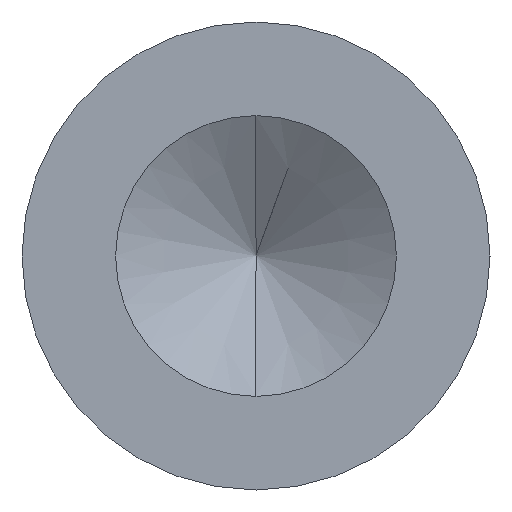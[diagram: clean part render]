
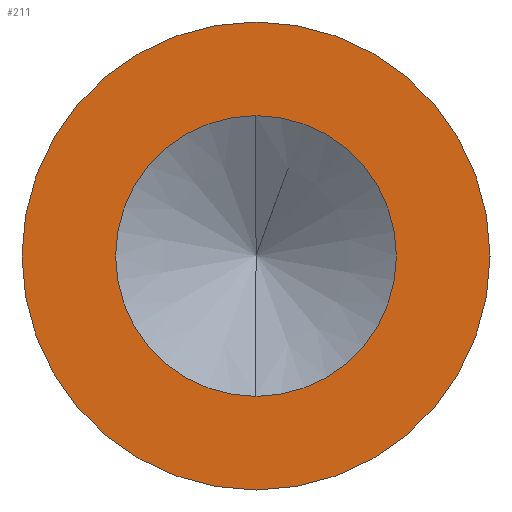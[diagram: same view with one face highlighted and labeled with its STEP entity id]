
A CAD part, left-side view. The second image highlights one B-rep face of the part: STEP entity #211.
In plain terms, the highlighted planar face has unit normal (-1, 0, 0).
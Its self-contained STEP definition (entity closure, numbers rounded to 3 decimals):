
#3 = AXIS2_PLACEMENT_3D ( 'NONE', #488, #264, #437 ) ;
#18 = VERTEX_POINT ( 'NONE', #34 ) ;
#20 = VERTEX_POINT ( 'NONE', #193 ) ;
#26 = EDGE_LOOP ( 'NONE', ( #284, #451 ) ) ;
#27 = CARTESIAN_POINT ( 'NONE',  ( -47.405, 0., 6. ) ) ;
#34 = CARTESIAN_POINT ( 'NONE',  ( -47.405, 0., 10. ) ) ;
#54 = ORIENTED_EDGE ( 'NONE', *, *, #527, .T. ) ;
#85 = EDGE_CURVE ( 'NONE', #18, #548, #497, .T. ) ;
#107 = ORIENTED_EDGE ( 'NONE', *, *, #85, .T. ) ;
#165 = CIRCLE ( 'NONE', #374, 6. ) ;
#189 = DIRECTION ( 'NONE',  ( -1., 0., 0. ) ) ;
#193 = CARTESIAN_POINT ( 'NONE',  ( -47.405, 0., -6. ) ) ;
#201 = CARTESIAN_POINT ( 'NONE',  ( -47.405, 0., 0. ) ) ;
#208 = CIRCLE ( 'NONE', #402, 6. ) ;
#211 = ADVANCED_FACE ( 'NONE', ( #309, #441 ), #487, .F. ) ;
#228 = EDGE_LOOP ( 'NONE', ( #107, #54 ) ) ;
#264 = DIRECTION ( 'NONE',  ( 1., 0., 0. ) ) ;
#284 = ORIENTED_EDGE ( 'NONE', *, *, #553, .F. ) ;
#295 = CARTESIAN_POINT ( 'NONE',  ( -47.405, 0., -10. ) ) ;
#309 = FACE_BOUND ( 'NONE', #26, .T. ) ;
#346 = DIRECTION ( 'NONE',  ( 0., 0., 1. ) ) ;
#374 = AXIS2_PLACEMENT_3D ( 'NONE', #544, #189, #452 ) ;
#381 = DIRECTION ( 'NONE',  ( -1., 0., 0. ) ) ;
#389 = CARTESIAN_POINT ( 'NONE',  ( -47.405, 0., 0. ) ) ;
#396 = EDGE_CURVE ( 'NONE', #20, #456, #165, .T. ) ;
#402 = AXIS2_PLACEMENT_3D ( 'NONE', #389, #426, #346 ) ;
#426 = DIRECTION ( 'NONE',  ( -1., 0., 0. ) ) ;
#437 = DIRECTION ( 'NONE',  ( 0., 0., -1. ) ) ;
#441 = FACE_OUTER_BOUND ( 'NONE', #228, .T. ) ;
#451 = ORIENTED_EDGE ( 'NONE', *, *, #396, .F. ) ;
#452 = DIRECTION ( 'NONE',  ( 0., 0., 1. ) ) ;
#456 = VERTEX_POINT ( 'NONE', #27 ) ;
#468 = DIRECTION ( 'NONE',  ( -1., 0., 0. ) ) ;
#487 = PLANE ( 'NONE',  #3 ) ;
#488 = CARTESIAN_POINT ( 'NONE',  ( -47.405, 9., 0. ) ) ;
#491 = CIRCLE ( 'NONE', #499, 10. ) ;
#497 = CIRCLE ( 'NONE', #535, 10. ) ;
#499 = AXIS2_PLACEMENT_3D ( 'NONE', #517, #381, #521 ) ;
#516 = DIRECTION ( 'NONE',  ( 0., 0., 1. ) ) ;
#517 = CARTESIAN_POINT ( 'NONE',  ( -47.405, 0., 0. ) ) ;
#521 = DIRECTION ( 'NONE',  ( 0., 0., 1. ) ) ;
#527 = EDGE_CURVE ( 'NONE', #548, #18, #491, .T. ) ;
#535 = AXIS2_PLACEMENT_3D ( 'NONE', #201, #468, #516 ) ;
#544 = CARTESIAN_POINT ( 'NONE',  ( -47.405, 0., 0. ) ) ;
#548 = VERTEX_POINT ( 'NONE', #295 ) ;
#553 = EDGE_CURVE ( 'NONE', #456, #20, #208, .T. ) ;
